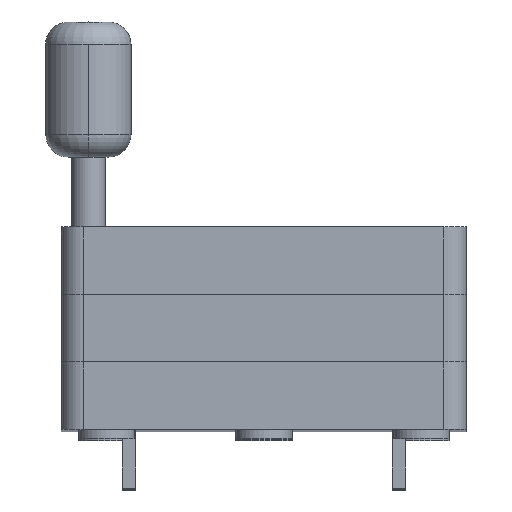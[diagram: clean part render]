
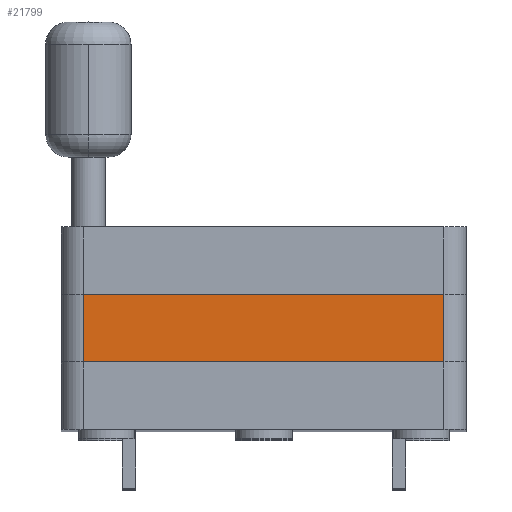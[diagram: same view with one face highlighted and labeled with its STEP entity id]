
A CAD part, top view. The second image highlights one B-rep face of the part: STEP entity #21799.
In plain terms, the highlighted planar face has unit normal (0, 0, 1).
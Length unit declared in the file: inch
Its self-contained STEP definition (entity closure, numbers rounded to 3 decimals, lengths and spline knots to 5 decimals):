
#281 = ORIENTED_EDGE ( 'NONE', *, *, #23585, .T. ) ;
#1084 = VECTOR ( 'NONE', #20822, 39.37008 ) ;
#4024 = EDGE_CURVE ( 'NONE', #20910, #16645, #6324, .T. ) ;
#4119 = FACE_OUTER_BOUND ( 'NONE', #12903, .T. ) ;
#4661 = VECTOR ( 'NONE', #24808, 39.37008 ) ;
#5182 = ORIENTED_EDGE ( 'NONE', *, *, #4024, .T. ) ;
#5941 = VECTOR ( 'NONE', #8408, 39.37008 ) ;
#6133 = ORIENTED_EDGE ( 'NONE', *, *, #6678, .F. ) ;
#6255 = CARTESIAN_POINT ( 'NONE',  ( 0.4, 0.32, 1.49 ) ) ;
#6324 = LINE ( 'NONE', #18648, #1084 ) ;
#6678 = EDGE_CURVE ( 'NONE', #17152, #22295, #17267, .T. ) ;
#7611 = CARTESIAN_POINT ( 'NONE',  ( -0.4, 0.17, 1.49 ) ) ;
#8408 = DIRECTION ( 'NONE',  ( 0., -1., 0. ) ) ;
#9270 = CARTESIAN_POINT ( 'NONE',  ( 0.4, 0.17, 1.49 ) ) ;
#10474 = DIRECTION ( 'NONE',  ( 0., 0., 1. ) ) ;
#11515 = CARTESIAN_POINT ( 'NONE',  ( -0.4, 0.32, 1.49 ) ) ;
#12903 = EDGE_LOOP ( 'NONE', ( #6133, #23095, #5182, #281 ) ) ;
#14285 = CARTESIAN_POINT ( 'NONE',  ( 0.4, 0.32, 1.49 ) ) ;
#14458 = DIRECTION ( 'NONE',  ( 1., 0., 0. ) ) ;
#16635 = CARTESIAN_POINT ( 'NONE',  ( 0.4, 0.32, 1.49 ) ) ;
#16645 = VERTEX_POINT ( 'NONE', #11515 ) ;
#17063 = DIRECTION ( 'NONE',  ( 0., -1., 0. ) ) ;
#17152 = VERTEX_POINT ( 'NONE', #22796 ) ;
#17267 = LINE ( 'NONE', #9270, #4661 ) ;
#18261 = AXIS2_PLACEMENT_3D ( 'NONE', #6255, #10474, #14458 ) ;
#18648 = CARTESIAN_POINT ( 'NONE',  ( 0.4, 0.32, 1.49 ) ) ;
#18956 = CARTESIAN_POINT ( 'NONE',  ( -0.4, 0.32, 1.49 ) ) ;
#20822 = DIRECTION ( 'NONE',  ( -1., 0., 0. ) ) ;
#20910 = VERTEX_POINT ( 'NONE', #16635 ) ;
#21694 = LINE ( 'NONE', #14285, #5941 ) ;
#21799 = ADVANCED_FACE ( 'NONE', ( #4119 ), #24357, .T. ) ;
#21876 = EDGE_CURVE ( 'NONE', #20910, #17152, #21694, .T. ) ;
#22295 = VERTEX_POINT ( 'NONE', #7611 ) ;
#22796 = CARTESIAN_POINT ( 'NONE',  ( 0.4, 0.17, 1.49 ) ) ;
#23095 = ORIENTED_EDGE ( 'NONE', *, *, #21876, .F. ) ;
#23430 = VECTOR ( 'NONE', #17063, 39.37008 ) ;
#23585 = EDGE_CURVE ( 'NONE', #16645, #22295, #23723, .T. ) ;
#23723 = LINE ( 'NONE', #18956, #23430 ) ;
#24357 = PLANE ( 'NONE',  #18261 ) ;
#24808 = DIRECTION ( 'NONE',  ( -1., 0., 0. ) ) ;
